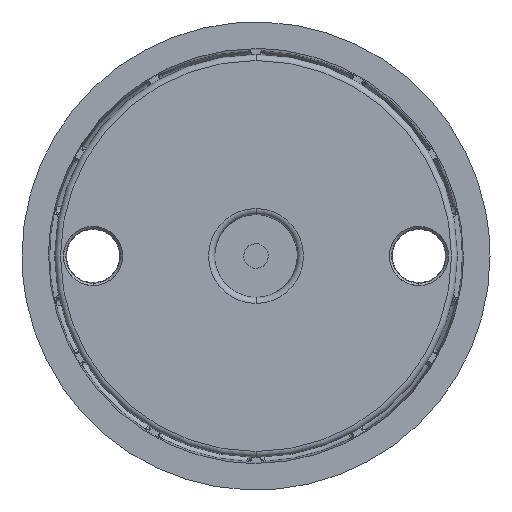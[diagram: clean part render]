
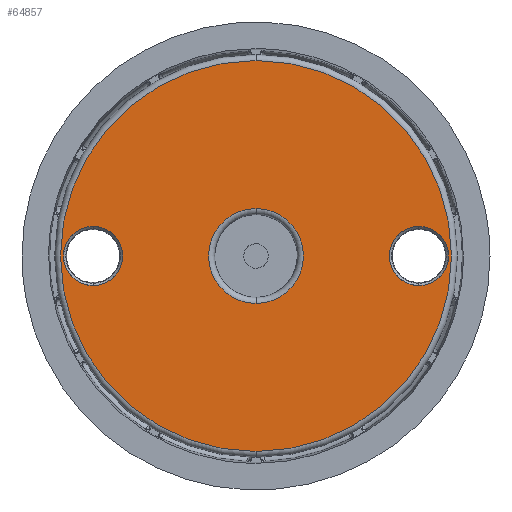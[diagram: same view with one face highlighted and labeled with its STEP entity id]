
A CAD part, front view. The second image highlights one B-rep face of the part: STEP entity #64857.
In plain terms, the highlighted planar face has unit normal (0, -1, 0).
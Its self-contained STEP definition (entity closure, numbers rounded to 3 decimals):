
#297 = VERTEX_POINT ( 'NONE', #58114 ) ;
#358 = DIRECTION ( 'NONE',  ( 0., 0., -1. ) ) ;
#2183 = CARTESIAN_POINT ( 'NONE',  ( -276.408, 169.858, 128.403 ) ) ;
#2329 = ORIENTED_EDGE ( 'NONE', *, *, #62529, .T. ) ;
#4379 = VERTEX_POINT ( 'NONE', #13808 ) ;
#6218 = EDGE_LOOP ( 'NONE', ( #38621, #32434 ) ) ;
#6605 = VERTEX_POINT ( 'NONE', #64283 ) ;
#7995 = AXIS2_PLACEMENT_3D ( 'NONE', #57286, #19757, #63583 ) ;
#11199 = VERTEX_POINT ( 'NONE', #66698 ) ;
#11297 = VERTEX_POINT ( 'NONE', #73236 ) ;
#12113 = EDGE_LOOP ( 'NONE', ( #14092, #25185 ) ) ;
#12641 = AXIS2_PLACEMENT_3D ( 'NONE', #60080, #22562, #66361 ) ;
#12981 = DIRECTION ( 'NONE',  ( 0., 1., 0. ) ) ;
#13636 = CARTESIAN_POINT ( 'NONE',  ( -276.408, 169.858, 95.403 ) ) ;
#13808 = CARTESIAN_POINT ( 'NONE',  ( -303.908, 169.858, 90.403 ) ) ;
#13851 = EDGE_CURVE ( 'NONE', #67346, #49429, #17629, .T. ) ;
#14092 = ORIENTED_EDGE ( 'NONE', *, *, #59840, .T. ) ;
#14642 = CARTESIAN_POINT ( 'NONE',  ( -303.908, 169.858, 95.403 ) ) ;
#15120 = PLANE ( 'NONE',  #78521 ) ;
#15422 = DIRECTION ( 'NONE',  ( 0., -1., 0. ) ) ;
#17629 = CIRCLE ( 'NONE', #77997, 33. ) ;
#18433 = FACE_BOUND ( 'NONE', #79875, .T. ) ;
#19757 = DIRECTION ( 'NONE',  ( 0., 1., 0. ) ) ;
#19917 = DIRECTION ( 'NONE',  ( 0., 0., -1. ) ) ;
#20583 = CARTESIAN_POINT ( 'NONE',  ( -276.408, 169.858, 95.403 ) ) ;
#20970 = DIRECTION ( 'NONE',  ( 0., 0., -1. ) ) ;
#21051 = CARTESIAN_POINT ( 'NONE',  ( -276.408, 169.858, 95.403 ) ) ;
#22562 = DIRECTION ( 'NONE',  ( 0., 1., 0. ) ) ;
#23850 = EDGE_CURVE ( 'NONE', #297, #64212, #44641, .T. ) ;
#24504 = CIRCLE ( 'NONE', #71497, 8. ) ;
#24586 = CIRCLE ( 'NONE', #66221, 8. ) ;
#25185 = ORIENTED_EDGE ( 'NONE', *, *, #23850, .T. ) ;
#26882 = DIRECTION ( 'NONE',  ( 0., 0., 1. ) ) ;
#27343 = DIRECTION ( 'NONE',  ( 0., 0., 1. ) ) ;
#29273 = CARTESIAN_POINT ( 'NONE',  ( -248.908, 169.858, 90.403 ) ) ;
#30500 = ORIENTED_EDGE ( 'NONE', *, *, #52986, .T. ) ;
#32434 = ORIENTED_EDGE ( 'NONE', *, *, #13851, .T. ) ;
#33111 = FACE_BOUND ( 'NONE', #74262, .T. ) ;
#37271 = AXIS2_PLACEMENT_3D ( 'NONE', #13636, #57451, #19917 ) ;
#37868 = DIRECTION ( 'NONE',  ( 0., -1., 0. ) ) ;
#38621 = ORIENTED_EDGE ( 'NONE', *, *, #72861, .T. ) ;
#40592 = EDGE_CURVE ( 'NONE', #11297, #4379, #62449, .T. ) ;
#40703 = ORIENTED_EDGE ( 'NONE', *, *, #40592, .T. ) ;
#44107 = EDGE_CURVE ( 'NONE', #11199, #6605, #24586, .T. ) ;
#44641 = CIRCLE ( 'NONE', #12641, 5. ) ;
#46521 = CIRCLE ( 'NONE', #7995, 5. ) ;
#47558 = ORIENTED_EDGE ( 'NONE', *, *, #44107, .T. ) ;
#49429 = VERTEX_POINT ( 'NONE', #66884 ) ;
#49730 = FACE_OUTER_BOUND ( 'NONE', #6218, .T. ) ;
#50486 = CARTESIAN_POINT ( 'NONE',  ( -248.908, 169.858, 95.403 ) ) ;
#52899 = CARTESIAN_POINT ( 'NONE',  ( -276.408, 169.858, 61.403 ) ) ;
#52986 = EDGE_CURVE ( 'NONE', #4379, #11297, #46521, .T. ) ;
#56794 = DIRECTION ( 'NONE',  ( 0., 0., -1. ) ) ;
#57286 = CARTESIAN_POINT ( 'NONE',  ( -303.908, 169.858, 95.403 ) ) ;
#57451 = DIRECTION ( 'NONE',  ( 0., -1., 0. ) ) ;
#58114 = CARTESIAN_POINT ( 'NONE',  ( -248.908, 169.858, 100.403 ) ) ;
#58485 = DIRECTION ( 'NONE',  ( 0., 1., 0. ) ) ;
#59227 = DIRECTION ( 'NONE',  ( 0., 0., -1. ) ) ;
#59840 = EDGE_CURVE ( 'NONE', #64212, #297, #60274, .T. ) ;
#60080 = CARTESIAN_POINT ( 'NONE',  ( -248.908, 169.858, 95.403 ) ) ;
#60274 = CIRCLE ( 'NONE', #74368, 5. ) ;
#62449 = CIRCLE ( 'NONE', #76319, 5. ) ;
#62529 = EDGE_CURVE ( 'NONE', #6605, #11199, #24504, .T. ) ;
#63583 = DIRECTION ( 'NONE',  ( 0., 0., -1. ) ) ;
#64212 = VERTEX_POINT ( 'NONE', #29273 ) ;
#64283 = CARTESIAN_POINT ( 'NONE',  ( -276.408, 169.858, 103.403 ) ) ;
#64409 = DIRECTION ( 'NONE',  ( 0., 1., 0. ) ) ;
#64857 = ADVANCED_FACE ( 'NONE', ( #66393, #18433, #49730, #33111 ), #15120, .T. ) ;
#64859 = DIRECTION ( 'NONE',  ( 0., 1., 0. ) ) ;
#66221 = AXIS2_PLACEMENT_3D ( 'NONE', #20583, #64409, #26882 ) ;
#66361 = DIRECTION ( 'NONE',  ( 0., 0., -1. ) ) ;
#66393 = FACE_BOUND ( 'NONE', #12113, .T. ) ;
#66698 = CARTESIAN_POINT ( 'NONE',  ( -276.408, 169.858, 87.403 ) ) ;
#66884 = CARTESIAN_POINT ( 'NONE',  ( -276.408, 169.858, 62.403 ) ) ;
#67346 = VERTEX_POINT ( 'NONE', #2183 ) ;
#71497 = AXIS2_PLACEMENT_3D ( 'NONE', #21051, #64859, #27343 ) ;
#72861 = EDGE_CURVE ( 'NONE', #49429, #67346, #78213, .T. ) ;
#73236 = CARTESIAN_POINT ( 'NONE',  ( -303.908, 169.858, 100.403 ) ) ;
#74262 = EDGE_LOOP ( 'NONE', ( #2329, #47558 ) ) ;
#74368 = AXIS2_PLACEMENT_3D ( 'NONE', #50486, #12981, #56794 ) ;
#75297 = CARTESIAN_POINT ( 'NONE',  ( -276.408, 169.858, 95.403 ) ) ;
#76319 = AXIS2_PLACEMENT_3D ( 'NONE', #14642, #58485, #20970 ) ;
#77997 = AXIS2_PLACEMENT_3D ( 'NONE', #75297, #37868, #358 ) ;
#78213 = CIRCLE ( 'NONE', #37271, 33. ) ;
#78521 = AXIS2_PLACEMENT_3D ( 'NONE', #52899, #15422, #59227 ) ;
#79875 = EDGE_LOOP ( 'NONE', ( #30500, #40703 ) ) ;
